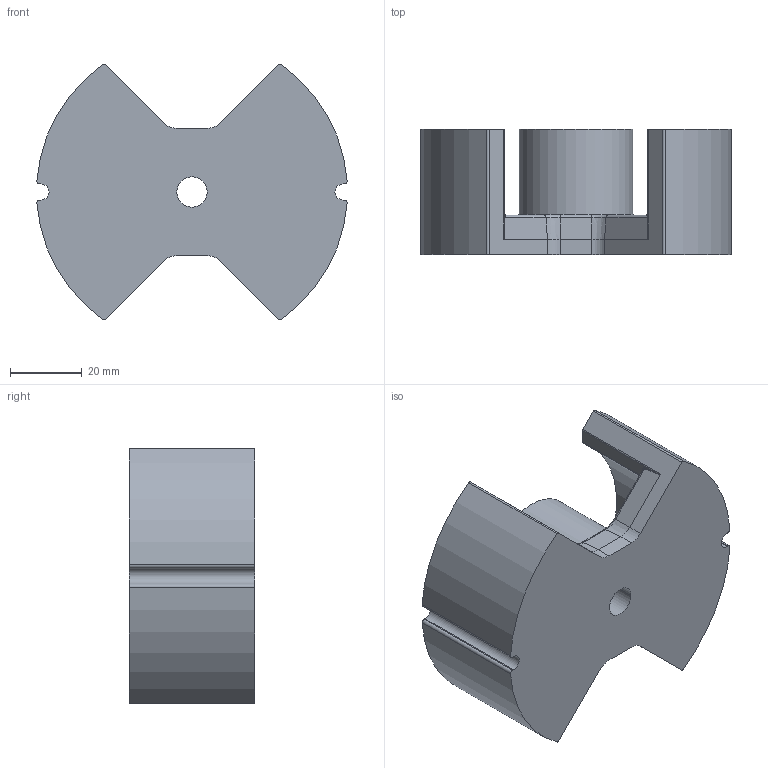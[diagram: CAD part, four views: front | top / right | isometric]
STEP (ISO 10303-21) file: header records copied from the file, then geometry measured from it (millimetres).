
FILE_DESCRIPTION((''),'2;1');
FILE_NAME('C61035-A0056-C017-PM87','2018-04-16T',('ec7121'),(''),'PRO/ENGINEER BY PARAMETRIC TECHNOLOGY CORPORATION, 2014000','PRO/ENGINEER BY PARAMETRIC TECHNOLOGY CORPORATION, 2014000','');
FILE_SCHEMA(('CONFIG_CONTROL_DESIGN'));
Length unit declared in the file: millimetre
Products named in the file (1): C61035-A0056-C017-PM87
Bounding box: 86.78 x 35 x 71.48 mm (x, y, z)
Volume: 99307.3 mm3; surface area: 23300 mm2
Topology: 1 solids, 1 shells, 95 faces, 238 edges, 146 vertices
Faces by surface type: cylinder 46, plane 25, torus 12, bspline 8, cone 4
Entity records: 4859 total; most frequent: CARTESIAN_POINT 2534, DIRECTION 498, ORIENTED_EDGE 476, EDGE_CURVE 238, AXIS2_PLACEMENT_3D 193, VERTEX_POINT 146, VECTOR 112, LINE 112
